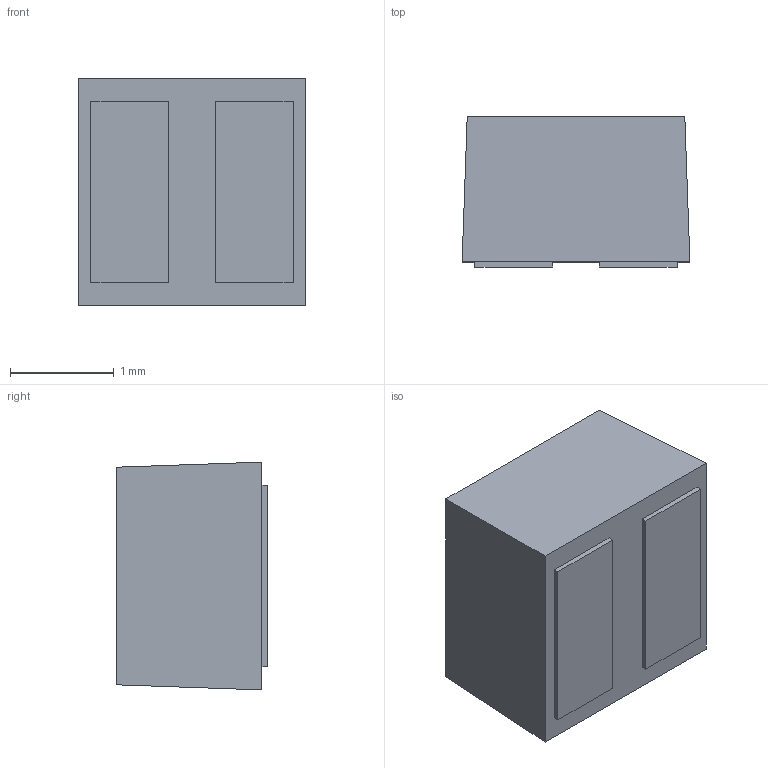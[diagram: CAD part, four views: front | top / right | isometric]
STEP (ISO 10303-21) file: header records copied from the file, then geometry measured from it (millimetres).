
FILE_DESCRIPTION (( 'STEP AP214' ), '1' );
FILE_NAME ('Coilcraft-EPL2014.STEP', '2017-01-19T10:28:31', ( 'Windows User' ), ( '' ), 'SwSTEP 2.0', 'SolidWorks 2017', '' );
FILE_SCHEMA (( 'AUTOMOTIVE_DESIGN' ));
Length unit declared in the file: millimetre
Products named in the file (1): Coilcraft-EPL2014
Bounding box: 2.2 x 1.45 x 2.2 mm (x, y, z)
Volume: 6.6 mm3; surface area: 21.8 mm2
Topology: 1 solids, 1 shells, 25 faces, 48 edges, 30 vertices
Faces by surface type: plane 19, cylinder 6
Entity records: 869 total; most frequent: DIRECTION 112, CARTESIAN_POINT 104, ORIENTED_EDGE 96, EDGE_CURVE 48, AXIS2_PLACEMENT_3D 38, VECTOR 36, LINE 36, VERTEX_POINT 30
